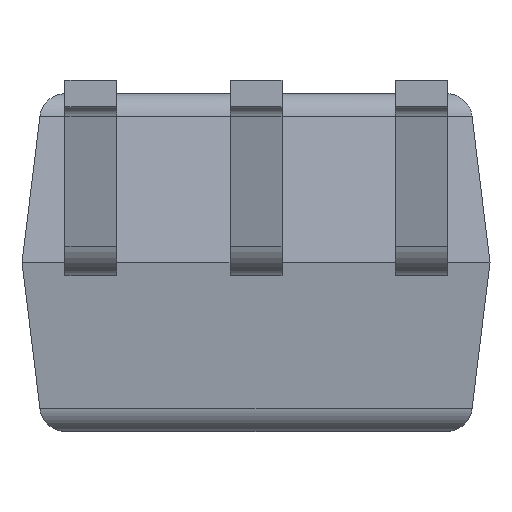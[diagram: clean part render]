
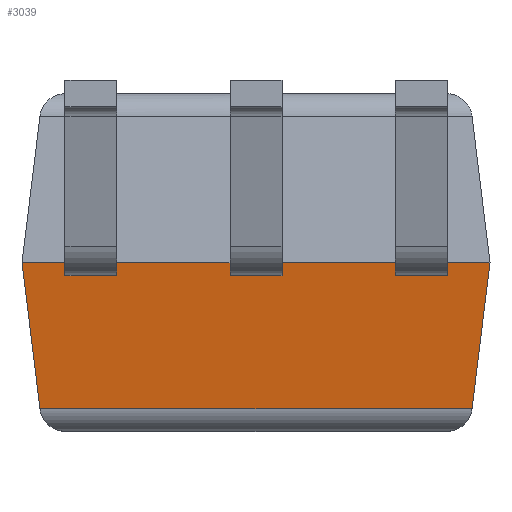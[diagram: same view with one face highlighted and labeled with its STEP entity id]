
A CAD part, front view. The second image highlights one B-rep face of the part: STEP entity #3039.
In plain terms, the highlighted planar face has unit normal (0, -0.993, -0.122).
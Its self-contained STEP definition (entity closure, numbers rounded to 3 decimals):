
#1 = EDGE_CURVE ( 'NONE', #1083, #2943, #1366, .T. ) ;
#21 = LINE ( 'NONE', #754, #652 ) ;
#117 = DIRECTION ( 'NONE',  ( 0., -0.122, 0.993 ) ) ;
#149 = DIRECTION ( 'NONE',  ( 0., 0.122, -0.993 ) ) ;
#167 = VECTOR ( 'NONE', #387, 1000. ) ;
#190 = ORIENTED_EDGE ( 'NONE', *, *, #3669, .F. ) ;
#234 = VERTEX_POINT ( 'NONE', #2781 ) ;
#250 = CARTESIAN_POINT ( 'NONE',  ( -1.8, -2.2, 0. ) ) ;
#283 = VERTEX_POINT ( 'NONE', #1530 ) ;
#346 = DIRECTION ( 'NONE',  ( 0., 0.122, -0.993 ) ) ;
#358 = LINE ( 'NONE', #2449, #653 ) ;
#373 = DIRECTION ( 'NONE',  ( 1., 0., 0. ) ) ;
#383 = LINE ( 'NONE', #2963, #3355 ) ;
#387 = DIRECTION ( 'NONE',  ( 0., 0.122, -0.993 ) ) ;
#403 = AXIS2_PLACEMENT_3D ( 'NONE', #1695, #3884, #149 ) ;
#416 = CARTESIAN_POINT ( 'NONE',  ( -1.8, -2.188, -0.1 ) ) ;
#420 = VECTOR ( 'NONE', #3329, 1000. ) ;
#425 = CARTESIAN_POINT ( 'NONE',  ( 0.2, -2.2, 0. ) ) ;
#470 = LINE ( 'NONE', #2623, #1741 ) ;
#500 = LINE ( 'NONE', #857, #2363 ) ;
#526 = VERTEX_POINT ( 'NONE', #2127 ) ;
#576 = VERTEX_POINT ( 'NONE', #3009 ) ;
#652 = VECTOR ( 'NONE', #117, 1000. ) ;
#653 = VECTOR ( 'NONE', #1153, 1000. ) ;
#660 = EDGE_CURVE ( 'NONE', #526, #1362, #1966, .T. ) ;
#706 = ORIENTED_EDGE ( 'NONE', *, *, #734, .F. ) ;
#728 = ORIENTED_EDGE ( 'NONE', *, *, #3043, .F. ) ;
#734 = EDGE_CURVE ( 'NONE', #2943, #3175, #3201, .T. ) ;
#747 = VERTEX_POINT ( 'NONE', #881 ) ;
#754 = CARTESIAN_POINT ( 'NONE',  ( 1.47, -2.2, 0. ) ) ;
#776 = DIRECTION ( 'NONE',  ( 0., -0.122, 0.993 ) ) ;
#824 = ORIENTED_EDGE ( 'NONE', *, *, #2428, .F. ) ;
#843 = VECTOR ( 'NONE', #346, 1000. ) ;
#857 = CARTESIAN_POINT ( 'NONE',  ( -1.8, -2.188, -0.1 ) ) ;
#865 = EDGE_CURVE ( 'NONE', #1414, #1083, #3481, .T. ) ;
#881 = CARTESIAN_POINT ( 'NONE',  ( -0.2, -2.2, 0. ) ) ;
#903 = VECTOR ( 'NONE', #3500, 1000. ) ;
#1012 = ORIENTED_EDGE ( 'NONE', *, *, #2588, .F. ) ;
#1013 = CARTESIAN_POINT ( 'NONE',  ( 1.07, -2.2, 0. ) ) ;
#1014 = CARTESIAN_POINT ( 'NONE',  ( 1.8, -2.2, 0. ) ) ;
#1025 = EDGE_CURVE ( 'NONE', #283, #1362, #358, .T. ) ;
#1026 = CARTESIAN_POINT ( 'NONE',  ( 0.2, -2.2, 0. ) ) ;
#1053 = DIRECTION ( 'NONE',  ( 1., 0., 0. ) ) ;
#1064 = DIRECTION ( 'NONE',  ( -0.121, -0.121, 0.985 ) ) ;
#1076 = ORIENTED_EDGE ( 'NONE', *, *, #3841, .F. ) ;
#1083 = VERTEX_POINT ( 'NONE', #2151 ) ;
#1153 = DIRECTION ( 'NONE',  ( 0.121, -0.121, 0.985 ) ) ;
#1182 = EDGE_CURVE ( 'NONE', #3055, #1802, #3164, .T. ) ;
#1304 = CARTESIAN_POINT ( 'NONE',  ( -0.2, -2.188, -0.1 ) ) ;
#1333 = CARTESIAN_POINT ( 'NONE',  ( -1.47, -2.2, 0. ) ) ;
#1357 = CARTESIAN_POINT ( 'NONE',  ( -1.07, -2.188, -0.1 ) ) ;
#1362 = VERTEX_POINT ( 'NONE', #1014 ) ;
#1366 = LINE ( 'NONE', #1026, #3258 ) ;
#1371 = LINE ( 'NONE', #1996, #1952 ) ;
#1383 = PLANE ( 'NONE',  #403 ) ;
#1399 = ORIENTED_EDGE ( 'NONE', *, *, #1182, .F. ) ;
#1400 = LINE ( 'NONE', #1696, #3643 ) ;
#1414 = VERTEX_POINT ( 'NONE', #1304 ) ;
#1446 = CARTESIAN_POINT ( 'NONE',  ( 1.47, -2.188, -0.1 ) ) ;
#1507 = CARTESIAN_POINT ( 'NONE',  ( -1.662, -2.062, -1.124 ) ) ;
#1530 = CARTESIAN_POINT ( 'NONE',  ( 1.662, -2.062, -1.124 ) ) ;
#1654 = ORIENTED_EDGE ( 'NONE', *, *, #2348, .F. ) ;
#1695 = CARTESIAN_POINT ( 'NONE',  ( -1.8, -2.2, 0. ) ) ;
#1696 = CARTESIAN_POINT ( 'NONE',  ( -1.8, -2.2, 0. ) ) ;
#1741 = VECTOR ( 'NONE', #3847, 1000. ) ;
#1802 = VERTEX_POINT ( 'NONE', #3346 ) ;
#1951 = VERTEX_POINT ( 'NONE', #1507 ) ;
#1952 = VECTOR ( 'NONE', #1053, 1000. ) ;
#1966 = LINE ( 'NONE', #250, #2911 ) ;
#1996 = CARTESIAN_POINT ( 'NONE',  ( 1.64, -2.062, -1.124 ) ) ;
#2073 = VECTOR ( 'NONE', #373, 1000. ) ;
#2094 = CARTESIAN_POINT ( 'NONE',  ( -1.07, -2.2, 0. ) ) ;
#2117 = DIRECTION ( 'NONE',  ( 1., 0., 0. ) ) ;
#2127 = CARTESIAN_POINT ( 'NONE',  ( 1.47, -2.2, 0. ) ) ;
#2151 = CARTESIAN_POINT ( 'NONE',  ( 0.2, -2.188, -0.1 ) ) ;
#2231 = LINE ( 'NONE', #2262, #2073 ) ;
#2262 = CARTESIAN_POINT ( 'NONE',  ( -1.8, -2.2, 0. ) ) ;
#2299 = EDGE_CURVE ( 'NONE', #234, #3055, #1400, .T. ) ;
#2326 = CARTESIAN_POINT ( 'NONE',  ( -1.8, -2.2, 0. ) ) ;
#2331 = LINE ( 'NONE', #2094, #420 ) ;
#2348 = EDGE_CURVE ( 'NONE', #1802, #2942, #470, .T. ) ;
#2349 = ORIENTED_EDGE ( 'NONE', *, *, #865, .F. ) ;
#2363 = VECTOR ( 'NONE', #3890, 1000. ) ;
#2395 = VERTEX_POINT ( 'NONE', #1446 ) ;
#2428 = EDGE_CURVE ( 'NONE', #2942, #2992, #2331, .T. ) ;
#2445 = DIRECTION ( 'NONE',  ( 1., 0., 0. ) ) ;
#2449 = CARTESIAN_POINT ( 'NONE',  ( 1.747, -2.147, -0.429 ) ) ;
#2588 = EDGE_CURVE ( 'NONE', #747, #1414, #3533, .T. ) ;
#2612 = VECTOR ( 'NONE', #2806, 1000. ) ;
#2615 = CARTESIAN_POINT ( 'NONE',  ( 1.07, -2.2, 0. ) ) ;
#2623 = CARTESIAN_POINT ( 'NONE',  ( -1.8, -2.188, -0.1 ) ) ;
#2634 = ORIENTED_EDGE ( 'NONE', *, *, #1025, .T. ) ;
#2732 = EDGE_LOOP ( 'NONE', ( #1076, #2967, #2845, #706, #2741, #2349, #1012, #190, #824, #1654, #1399, #3974, #728, #3548, #2634, #2803 ) ) ;
#2741 = ORIENTED_EDGE ( 'NONE', *, *, #1, .F. ) ;
#2781 = CARTESIAN_POINT ( 'NONE',  ( -1.8, -2.2, 0. ) ) ;
#2803 = ORIENTED_EDGE ( 'NONE', *, *, #660, .F. ) ;
#2806 = DIRECTION ( 'NONE',  ( 1., 0., 0. ) ) ;
#2845 = ORIENTED_EDGE ( 'NONE', *, *, #3834, .F. ) ;
#2871 = CARTESIAN_POINT ( 'NONE',  ( -0.2, -2.2, 0. ) ) ;
#2911 = VECTOR ( 'NONE', #2445, 1000. ) ;
#2942 = VERTEX_POINT ( 'NONE', #1357 ) ;
#2943 = VERTEX_POINT ( 'NONE', #425 ) ;
#2963 = CARTESIAN_POINT ( 'NONE',  ( -1.736, -2.136, -0.524 ) ) ;
#2967 = ORIENTED_EDGE ( 'NONE', *, *, #3968, .F. ) ;
#2968 = EDGE_CURVE ( 'NONE', #1951, #283, #1371, .T. ) ;
#2991 = FACE_OUTER_BOUND ( 'NONE', #2732, .T. ) ;
#2992 = VERTEX_POINT ( 'NONE', #3528 ) ;
#3009 = CARTESIAN_POINT ( 'NONE',  ( 1.07, -2.188, -0.1 ) ) ;
#3039 = ADVANCED_FACE ( 'NONE', ( #2991 ), #1383, .T. ) ;
#3043 = EDGE_CURVE ( 'NONE', #1951, #234, #383, .T. ) ;
#3055 = VERTEX_POINT ( 'NONE', #3828 ) ;
#3148 = LINE ( 'NONE', #2615, #167 ) ;
#3164 = LINE ( 'NONE', #1333, #903 ) ;
#3175 = VERTEX_POINT ( 'NONE', #1013 ) ;
#3201 = LINE ( 'NONE', #2326, #3682 ) ;
#3258 = VECTOR ( 'NONE', #776, 1000. ) ;
#3329 = DIRECTION ( 'NONE',  ( 0., -0.122, 0.993 ) ) ;
#3346 = CARTESIAN_POINT ( 'NONE',  ( -1.47, -2.188, -0.1 ) ) ;
#3355 = VECTOR ( 'NONE', #1064, 1000. ) ;
#3481 = LINE ( 'NONE', #416, #2612 ) ;
#3500 = DIRECTION ( 'NONE',  ( 0., 0.122, -0.993 ) ) ;
#3528 = CARTESIAN_POINT ( 'NONE',  ( -1.07, -2.2, 0. ) ) ;
#3533 = LINE ( 'NONE', #2871, #843 ) ;
#3548 = ORIENTED_EDGE ( 'NONE', *, *, #2968, .T. ) ;
#3643 = VECTOR ( 'NONE', #3885, 1000. ) ;
#3669 = EDGE_CURVE ( 'NONE', #2992, #747, #2231, .T. ) ;
#3682 = VECTOR ( 'NONE', #2117, 1000. ) ;
#3828 = CARTESIAN_POINT ( 'NONE',  ( -1.47, -2.2, 0. ) ) ;
#3834 = EDGE_CURVE ( 'NONE', #3175, #576, #3148, .T. ) ;
#3841 = EDGE_CURVE ( 'NONE', #2395, #526, #21, .T. ) ;
#3847 = DIRECTION ( 'NONE',  ( 1., 0., 0. ) ) ;
#3884 = DIRECTION ( 'NONE',  ( 0., -0.993, -0.122 ) ) ;
#3885 = DIRECTION ( 'NONE',  ( 1., 0., 0. ) ) ;
#3890 = DIRECTION ( 'NONE',  ( 1., 0., 0. ) ) ;
#3968 = EDGE_CURVE ( 'NONE', #576, #2395, #500, .T. ) ;
#3974 = ORIENTED_EDGE ( 'NONE', *, *, #2299, .F. ) ;
